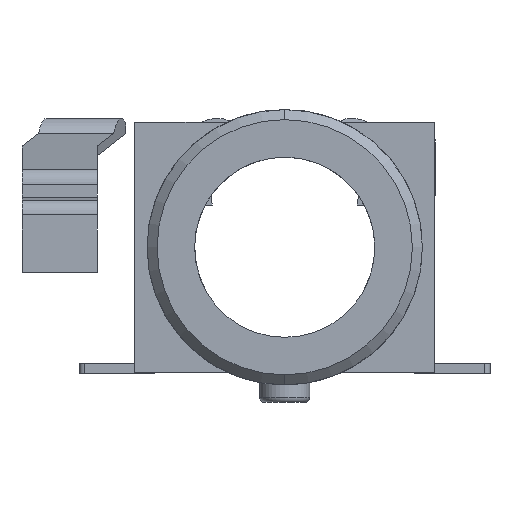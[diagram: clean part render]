
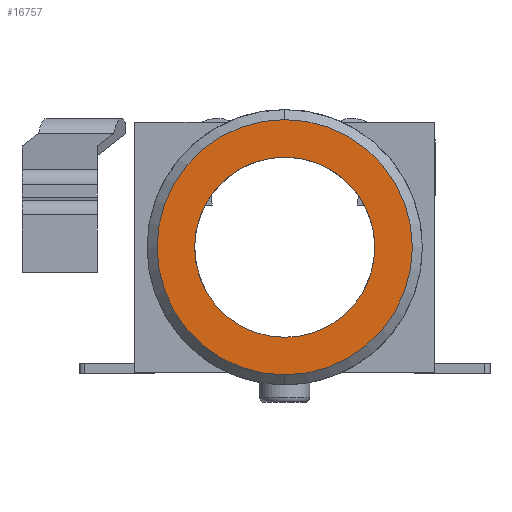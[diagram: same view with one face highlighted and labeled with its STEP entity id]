
A CAD part, left-side view. The second image highlights one B-rep face of the part: STEP entity #16757.
In plain terms, the highlighted planar face has unit normal (-1, 0, 0).
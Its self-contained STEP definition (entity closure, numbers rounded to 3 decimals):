
#606 = ORIENTED_EDGE ( 'NONE', *, *, #21460, .F. ) ;
#1508 = CARTESIAN_POINT ( 'NONE',  ( -7.9, 0., 4.3 ) ) ;
#1750 = EDGE_LOOP ( 'NONE', ( #606, #23642 ) ) ;
#2184 = AXIS2_PLACEMENT_3D ( 'NONE', #12562, #23573, #13484 ) ;
#2378 = EDGE_CURVE ( 'NONE', #13520, #25506, #2581, .T. ) ;
#2581 = CIRCLE ( 'NONE', #10722, 1.8 ) ;
#3539 = CARTESIAN_POINT ( 'NONE',  ( -7.9, 0., 2.5 ) ) ;
#5096 = DIRECTION ( 'NONE',  ( 0., 0., -1. ) ) ;
#5581 = AXIS2_PLACEMENT_3D ( 'NONE', #13611, #25938, #5655 ) ;
#5655 = DIRECTION ( 'NONE',  ( 0., 0., -1. ) ) ;
#6852 = FACE_OUTER_BOUND ( 'NONE', #11824, .T. ) ;
#6868 = CIRCLE ( 'NONE', #2184, 1.8 ) ;
#7896 = DIRECTION ( 'NONE',  ( -1., 0., 0. ) ) ;
#8015 = ORIENTED_EDGE ( 'NONE', *, *, #10214, .T. ) ;
#10214 = EDGE_CURVE ( 'NONE', #18443, #23972, #20648, .T. ) ;
#10722 = AXIS2_PLACEMENT_3D ( 'NONE', #21094, #12739, #5096 ) ;
#11824 = EDGE_LOOP ( 'NONE', ( #8015, #25540 ) ) ;
#12562 = CARTESIAN_POINT ( 'NONE',  ( -7.9, 0., 2.5 ) ) ;
#12739 = DIRECTION ( 'NONE',  ( -1., 0., 0. ) ) ;
#13484 = DIRECTION ( 'NONE',  ( 0., 0., -1. ) ) ;
#13520 = VERTEX_POINT ( 'NONE', #1508 ) ;
#13611 = CARTESIAN_POINT ( 'NONE',  ( -7.9, 0., 2.5 ) ) ;
#15058 = PLANE ( 'NONE',  #5581 ) ;
#15533 = CARTESIAN_POINT ( 'NONE',  ( -7.9, 0., 2.5 ) ) ;
#15775 = DIRECTION ( 'NONE',  ( -1., 0., 0. ) ) ;
#15964 = EDGE_CURVE ( 'NONE', #23972, #18443, #16682, .T. ) ;
#16627 = CARTESIAN_POINT ( 'NONE',  ( -7.9, 0., 0.7 ) ) ;
#16682 = CIRCLE ( 'NONE', #23484, 2.55 ) ;
#16757 = ADVANCED_FACE ( 'NONE', ( #6852, #25421 ), #15058, .T. ) ;
#16835 = AXIS2_PLACEMENT_3D ( 'NONE', #3539, #7896, #22199 ) ;
#18443 = VERTEX_POINT ( 'NONE', #24556 ) ;
#20648 = CIRCLE ( 'NONE', #16835, 2.55 ) ;
#21094 = CARTESIAN_POINT ( 'NONE',  ( -7.9, 0., 2.5 ) ) ;
#21187 = CARTESIAN_POINT ( 'NONE',  ( -7.9, 0., -0.05 ) ) ;
#21460 = EDGE_CURVE ( 'NONE', #25506, #13520, #6868, .T. ) ;
#22199 = DIRECTION ( 'NONE',  ( 0., 0., -1. ) ) ;
#23484 = AXIS2_PLACEMENT_3D ( 'NONE', #15533, #15775, #23785 ) ;
#23573 = DIRECTION ( 'NONE',  ( -1., 0., 0. ) ) ;
#23642 = ORIENTED_EDGE ( 'NONE', *, *, #2378, .F. ) ;
#23785 = DIRECTION ( 'NONE',  ( 0., 0., -1. ) ) ;
#23972 = VERTEX_POINT ( 'NONE', #21187 ) ;
#24556 = CARTESIAN_POINT ( 'NONE',  ( -7.9, 0., 5.05 ) ) ;
#25421 = FACE_BOUND ( 'NONE', #1750, .T. ) ;
#25506 = VERTEX_POINT ( 'NONE', #16627 ) ;
#25540 = ORIENTED_EDGE ( 'NONE', *, *, #15964, .T. ) ;
#25938 = DIRECTION ( 'NONE',  ( -1., 0., 0. ) ) ;
